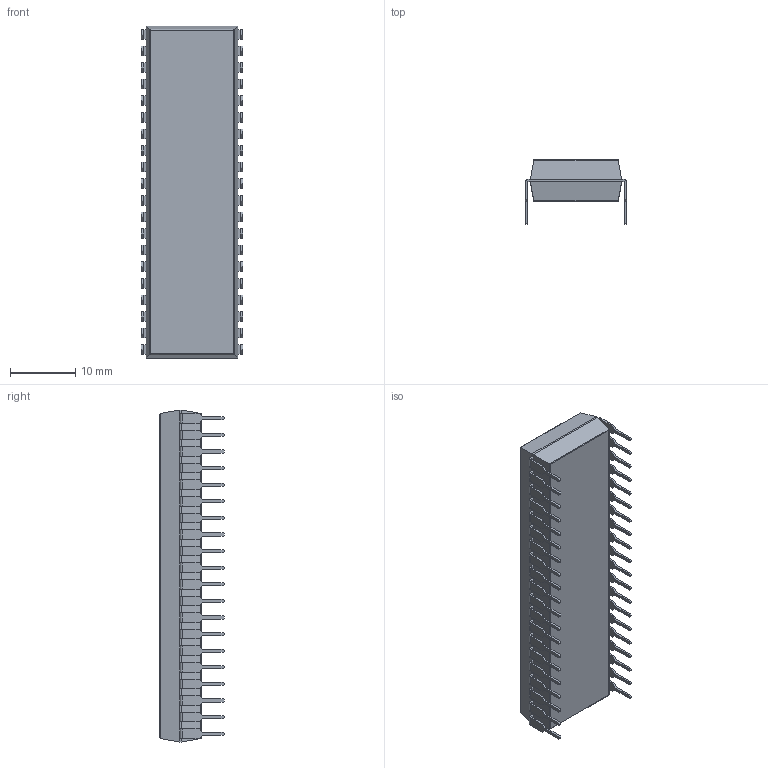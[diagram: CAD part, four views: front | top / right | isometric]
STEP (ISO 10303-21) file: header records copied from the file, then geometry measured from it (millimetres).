
FILE_DESCRIPTION (( 'STEP AP214' ), '1' );
FILE_NAME ('DIP40-600.step', '2011-03-01T20:00:52', ( 'iLLuSioN' ), ( 'Home' ), 'SwSTEP 2.0', 'SolidWorks 2009', '' );
FILE_SCHEMA (( 'AUTOMOTIVE_DESIGN' ));
Length unit declared in the file: millimetre
Products named in the file (1): DIP40-600
Bounding box: 15.54 x 9.8 x 50.8 mm (x, y, z)
Volume: 4381.6 mm3; surface area: 2810.3 mm2
Topology: 1 solids, 1 shells, 666 faces, 1816 edges, 1152 vertices
Faces by surface type: plane 575, cylinder 91
Entity records: 27891 total; most frequent: CARTESIAN_POINT 3695, ORIENTED_EDGE 3632, DIRECTION 3302, EDGE_CURVE 1816, VECTOR 1640, LINE 1640, VERTEX_POINT 1152, AXIS2_PLACEMENT_3D 831
